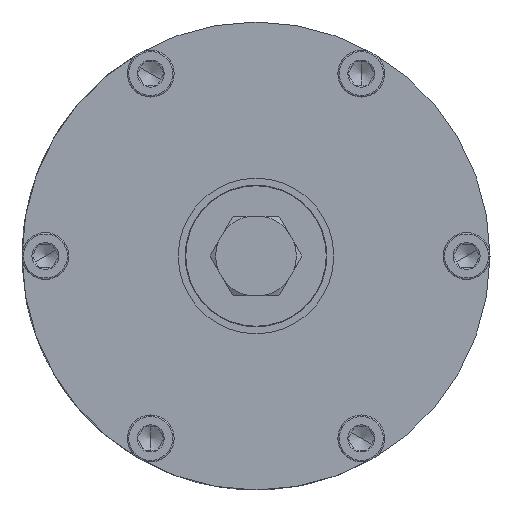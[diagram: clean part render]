
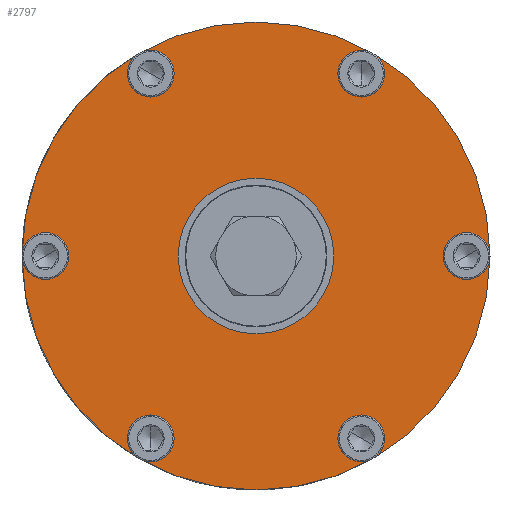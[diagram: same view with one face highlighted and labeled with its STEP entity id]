
A CAD part, left-side view. The second image highlights one B-rep face of the part: STEP entity #2797.
In plain terms, the highlighted planar face has unit normal (-1, 0, 0).
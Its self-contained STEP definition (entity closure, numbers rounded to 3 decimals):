
#968=FACE_BOUND('',#4557,.F.);
#969=FACE_BOUND('',#4558,.F.);
#970=FACE_BOUND('',#4559,.F.);
#971=FACE_BOUND('',#4560,.F.);
#972=FACE_BOUND('',#4561,.F.);
#973=FACE_BOUND('',#4562,.F.);
#974=FACE_BOUND('',#4563,.F.);
#1184=PLANE('',#18812);
#2797=ADVANCED_FACE('',(#968,#969,#970,#971,#972,#973,#974,#3635),#1184,.T.);
#3635=FACE_OUTER_BOUND('',#4564,.F.);
#4557=EDGE_LOOP('',(#7854,#7855));
#4558=EDGE_LOOP('',(#7856,#7857));
#4559=EDGE_LOOP('',(#7858,#7859));
#4560=EDGE_LOOP('',(#7860,#7861));
#4561=EDGE_LOOP('',(#7862,#7863));
#4562=EDGE_LOOP('',(#7864,#7865));
#4563=EDGE_LOOP('',(#7866,#7867));
#4564=EDGE_LOOP('',(#7868,#7869));
#7854=ORIENTED_EDGE('',*,*,#13846,.T.);
#7855=ORIENTED_EDGE('',*,*,#13847,.T.);
#7856=ORIENTED_EDGE('',*,*,#13832,.T.);
#7857=ORIENTED_EDGE('',*,*,#13833,.T.);
#7858=ORIENTED_EDGE('',*,*,#13824,.T.);
#7859=ORIENTED_EDGE('',*,*,#13825,.T.);
#7860=ORIENTED_EDGE('',*,*,#13816,.T.);
#7861=ORIENTED_EDGE('',*,*,#13817,.T.);
#7862=ORIENTED_EDGE('',*,*,#13812,.T.);
#7863=ORIENTED_EDGE('',*,*,#13813,.T.);
#7864=ORIENTED_EDGE('',*,*,#13820,.T.);
#7865=ORIENTED_EDGE('',*,*,#13821,.T.);
#7866=ORIENTED_EDGE('',*,*,#13828,.T.);
#7867=ORIENTED_EDGE('',*,*,#13829,.T.);
#7868=ORIENTED_EDGE('',*,*,#13849,.F.);
#7869=ORIENTED_EDGE('',*,*,#13853,.F.);
#13812=EDGE_CURVE('',#16020,#16019,#14875,.T.);
#13813=EDGE_CURVE('',#16019,#16020,#14876,.T.);
#13816=EDGE_CURVE('',#16016,#16015,#14879,.T.);
#13817=EDGE_CURVE('',#16015,#16016,#14880,.T.);
#13820=EDGE_CURVE('',#16012,#16011,#14883,.T.);
#13821=EDGE_CURVE('',#16011,#16012,#14884,.T.);
#13824=EDGE_CURVE('',#16008,#16007,#14887,.T.);
#13825=EDGE_CURVE('',#16007,#16008,#14888,.T.);
#13828=EDGE_CURVE('',#16004,#16003,#14891,.T.);
#13829=EDGE_CURVE('',#16003,#16004,#14892,.T.);
#13832=EDGE_CURVE('',#16000,#15999,#14895,.T.);
#13833=EDGE_CURVE('',#15999,#16000,#14896,.T.);
#13846=EDGE_CURVE('',#15992,#15991,#14905,.T.);
#13847=EDGE_CURVE('',#15991,#15992,#14906,.T.);
#13849=EDGE_CURVE('',#15988,#15987,#14908,.T.);
#13853=EDGE_CURVE('',#15987,#15988,#14910,.T.);
#14875=CIRCLE('',#18761,3.);
#14876=CIRCLE('',#18762,3.);
#14879=CIRCLE('',#18765,3.);
#14880=CIRCLE('',#18766,3.);
#14883=CIRCLE('',#18769,3.);
#14884=CIRCLE('',#18770,3.);
#14887=CIRCLE('',#18773,3.);
#14888=CIRCLE('',#18774,3.);
#14891=CIRCLE('',#18777,3.);
#14892=CIRCLE('',#18778,3.);
#14895=CIRCLE('',#18781,3.);
#14896=CIRCLE('',#18782,3.);
#14905=CIRCLE('',#18791,16.625);
#14906=CIRCLE('',#18792,16.625);
#14908=CIRCLE('',#18794,50.);
#14910=CIRCLE('',#18796,50.);
#15987=VERTEX_POINT('',#28283);
#15988=VERTEX_POINT('',#28284);
#15991=VERTEX_POINT('',#28287);
#15992=VERTEX_POINT('',#28288);
#15999=VERTEX_POINT('',#28295);
#16000=VERTEX_POINT('',#28296);
#16003=VERTEX_POINT('',#28299);
#16004=VERTEX_POINT('',#28300);
#16007=VERTEX_POINT('',#28303);
#16008=VERTEX_POINT('',#28304);
#16011=VERTEX_POINT('',#28307);
#16012=VERTEX_POINT('',#28308);
#16015=VERTEX_POINT('',#28311);
#16016=VERTEX_POINT('',#28312);
#16019=VERTEX_POINT('',#28315);
#16020=VERTEX_POINT('',#28316);
#18761=AXIS2_PLACEMENT_3D('',#28339,#23004,#23005);
#18762=AXIS2_PLACEMENT_3D('',#28340,#23006,#23007);
#18765=AXIS2_PLACEMENT_3D('',#28343,#23012,#23013);
#18766=AXIS2_PLACEMENT_3D('',#28344,#23014,#23015);
#18769=AXIS2_PLACEMENT_3D('',#28347,#23020,#23021);
#18770=AXIS2_PLACEMENT_3D('',#28348,#23022,#23023);
#18773=AXIS2_PLACEMENT_3D('',#28351,#23028,#23029);
#18774=AXIS2_PLACEMENT_3D('',#28352,#23030,#23031);
#18777=AXIS2_PLACEMENT_3D('',#28355,#23036,#23037);
#18778=AXIS2_PLACEMENT_3D('',#28356,#23038,#23039);
#18781=AXIS2_PLACEMENT_3D('',#28359,#23044,#23045);
#18782=AXIS2_PLACEMENT_3D('',#28360,#23046,#23047);
#18791=AXIS2_PLACEMENT_3D('',#28373,#23068,#23069);
#18792=AXIS2_PLACEMENT_3D('',#28374,#23070,#23071);
#18794=AXIS2_PLACEMENT_3D('',#28376,#23074,#23075);
#18796=AXIS2_PLACEMENT_3D('',#28380,#23080,#23081);
#18812=AXIS2_PLACEMENT_3D('',#28410,#23126,#23127);
#23004=DIRECTION('',(-1.,0.,0.));
#23005=DIRECTION('',(0.,0.,1.));
#23006=DIRECTION('',(-1.,0.,0.));
#23007=DIRECTION('',(0.,0.,-1.));
#23012=DIRECTION('',(-1.,0.,0.));
#23013=DIRECTION('',(0.,0.866,0.5));
#23014=DIRECTION('',(-1.,0.,0.));
#23015=DIRECTION('',(0.,-0.866,-0.5));
#23020=DIRECTION('',(-1.,0.,0.));
#23021=DIRECTION('',(0.,0.866,-0.5));
#23022=DIRECTION('',(-1.,0.,0.));
#23023=DIRECTION('',(0.,-0.866,0.5));
#23028=DIRECTION('',(-1.,0.,0.));
#23029=DIRECTION('',(0.,0.,-1.));
#23030=DIRECTION('',(-1.,0.,0.));
#23031=DIRECTION('',(0.,0.,1.));
#23036=DIRECTION('',(-1.,0.,0.));
#23037=DIRECTION('',(0.,-0.866,-0.5));
#23038=DIRECTION('',(-1.,0.,0.));
#23039=DIRECTION('',(0.,0.866,0.5));
#23044=DIRECTION('',(-1.,0.,0.));
#23045=DIRECTION('',(0.,-0.866,0.5));
#23046=DIRECTION('',(-1.,0.,0.));
#23047=DIRECTION('',(0.,0.866,-0.5));
#23068=DIRECTION('',(-1.,0.,0.));
#23069=DIRECTION('',(0.,-0.866,0.5));
#23070=DIRECTION('',(-1.,0.,0.));
#23071=DIRECTION('',(0.,0.866,-0.5));
#23074=DIRECTION('',(-1.,0.,0.));
#23075=DIRECTION('',(0.,-0.866,0.5));
#23080=DIRECTION('',(-1.,0.,0.));
#23081=DIRECTION('',(0.,0.866,-0.5));
#23126=DIRECTION('',(-1.,0.,0.));
#23127=DIRECTION('',(0.,-0.5,-0.866));
#28283=CARTESIAN_POINT('',(-3.,90.301,-25.));
#28284=CARTESIAN_POINT('',(-3.,3.699,25.));
#28287=CARTESIAN_POINT('',(-3.,61.397,-8.312));
#28288=CARTESIAN_POINT('',(-3.,32.603,8.312));
#28295=CARTESIAN_POINT('',(-3.,27.098,
-40.471));
#28296=CARTESIAN_POINT('',(-3.,21.902,
-37.471));
#28299=CARTESIAN_POINT('',(-3.,72.098,
-37.471));
#28300=CARTESIAN_POINT('',(-3.,66.902,
-40.471));
#28303=CARTESIAN_POINT('',(-3.,92.,3.));
#28304=CARTESIAN_POINT('',(-3.,92.,-3.));
#28307=CARTESIAN_POINT('',(-3.,66.902,
40.471));
#28308=CARTESIAN_POINT('',(-3.,72.098,
37.471));
#28311=CARTESIAN_POINT('',(-3.,21.902,
37.471));
#28312=CARTESIAN_POINT('',(-3.,27.098,
40.471));
#28315=CARTESIAN_POINT('',(-3.,2.,-3.));
#28316=CARTESIAN_POINT('',(-3.,2.,
3.));
#28339=CARTESIAN_POINT('',(-3.,2.,0.));
#28340=CARTESIAN_POINT('',(-3.,2.,0.));
#28343=CARTESIAN_POINT('',(-3.,24.5,38.971));
#28344=CARTESIAN_POINT('',(-3.,24.5,38.971));
#28347=CARTESIAN_POINT('',(-3.,69.5,38.971));
#28348=CARTESIAN_POINT('',(-3.,69.5,38.971));
#28351=CARTESIAN_POINT('',(-3.,92.,0.));
#28352=CARTESIAN_POINT('',(-3.,92.,0.));
#28355=CARTESIAN_POINT('',(-3.,69.5,-38.971));
#28356=CARTESIAN_POINT('',(-3.,69.5,-38.971));
#28359=CARTESIAN_POINT('',(-3.,24.5,-38.971));
#28360=CARTESIAN_POINT('',(-3.,24.5,-38.971));
#28373=CARTESIAN_POINT('',(-3.,47.,0.));
#28374=CARTESIAN_POINT('',(-3.,47.,0.));
#28376=CARTESIAN_POINT('',(-3.,47.,0.));
#28380=CARTESIAN_POINT('',(-3.,47.,0.));
#28410=CARTESIAN_POINT('',(-3.,116.667,
18.667));
